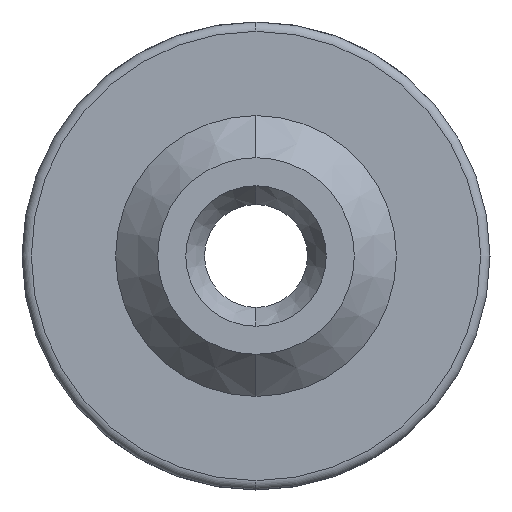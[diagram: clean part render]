
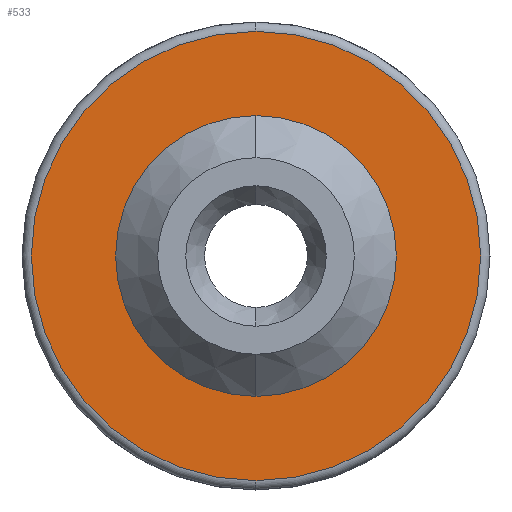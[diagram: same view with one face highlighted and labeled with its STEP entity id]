
A CAD part, left-side view. The second image highlights one B-rep face of the part: STEP entity #533.
In plain terms, the highlighted planar face has unit normal (-1, 0, 0).
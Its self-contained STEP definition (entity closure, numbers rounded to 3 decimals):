
#29 = AXIS2_PLACEMENT_3D ( 'NONE', #73, #588, #750 ) ;
#32 = CIRCLE ( 'NONE', #763, 4.8 ) ;
#35 = EDGE_CURVE ( 'NONE', #143, #579, #107, .T. ) ;
#73 = CARTESIAN_POINT ( 'NONE',  ( -40., 0., 0. ) ) ;
#100 = CARTESIAN_POINT ( 'NONE',  ( -40., 0., 4.8 ) ) ;
#107 = CIRCLE ( 'NONE', #307, 2.6 ) ;
#140 = EDGE_LOOP ( 'NONE', ( #353, #463 ) ) ;
#143 = VERTEX_POINT ( 'NONE', #863 ) ;
#163 = DIRECTION ( 'NONE',  ( 1., 0., 0. ) ) ;
#166 = EDGE_CURVE ( 'NONE', #579, #143, #350, .T. ) ;
#227 = CARTESIAN_POINT ( 'NONE',  ( -40., 0., -4.8 ) ) ;
#228 = VERTEX_POINT ( 'NONE', #100 ) ;
#233 = FACE_BOUND ( 'NONE', #1084, .T. ) ;
#253 = CIRCLE ( 'NONE', #29, 4.8 ) ;
#275 = CARTESIAN_POINT ( 'NONE',  ( -40., 0., 0. ) ) ;
#280 = VERTEX_POINT ( 'NONE', #227 ) ;
#307 = AXIS2_PLACEMENT_3D ( 'NONE', #515, #677, #752 ) ;
#350 = CIRCLE ( 'NONE', #651, 2.6 ) ;
#353 = ORIENTED_EDGE ( 'NONE', *, *, #860, .T. ) ;
#423 = DIRECTION ( 'NONE',  ( 0., 0., -1. ) ) ;
#440 = DIRECTION ( 'NONE',  ( -1., 0., 0. ) ) ;
#463 = ORIENTED_EDGE ( 'NONE', *, *, #516, .T. ) ;
#474 = CARTESIAN_POINT ( 'NONE',  ( -40., 0., 0. ) ) ;
#510 = AXIS2_PLACEMENT_3D ( 'NONE', #859, #163, #423 ) ;
#514 = PLANE ( 'NONE',  #510 ) ;
#515 = CARTESIAN_POINT ( 'NONE',  ( -40., 0., 0. ) ) ;
#516 = EDGE_CURVE ( 'NONE', #280, #228, #253, .T. ) ;
#533 = ADVANCED_FACE ( 'NONE', ( #233, #593 ), #514, .F. ) ;
#579 = VERTEX_POINT ( 'NONE', #770 ) ;
#588 = DIRECTION ( 'NONE',  ( -1., 0., 0. ) ) ;
#593 = FACE_OUTER_BOUND ( 'NONE', #140, .T. ) ;
#622 = DIRECTION ( 'NONE',  ( 0., 0., 1. ) ) ;
#651 = AXIS2_PLACEMENT_3D ( 'NONE', #275, #440, #622 ) ;
#669 = ORIENTED_EDGE ( 'NONE', *, *, #166, .F. ) ;
#677 = DIRECTION ( 'NONE',  ( -1., 0., 0. ) ) ;
#712 = ORIENTED_EDGE ( 'NONE', *, *, #35, .F. ) ;
#750 = DIRECTION ( 'NONE',  ( 0., 0., 1. ) ) ;
#752 = DIRECTION ( 'NONE',  ( 0., 0., 1. ) ) ;
#763 = AXIS2_PLACEMENT_3D ( 'NONE', #474, #914, #1059 ) ;
#770 = CARTESIAN_POINT ( 'NONE',  ( -40., 0., 2.6 ) ) ;
#859 = CARTESIAN_POINT ( 'NONE',  ( -40., 0., -4.8 ) ) ;
#860 = EDGE_CURVE ( 'NONE', #228, #280, #32, .T. ) ;
#863 = CARTESIAN_POINT ( 'NONE',  ( -40., 0., -2.6 ) ) ;
#914 = DIRECTION ( 'NONE',  ( -1., 0., 0. ) ) ;
#1059 = DIRECTION ( 'NONE',  ( 0., 0., 1. ) ) ;
#1084 = EDGE_LOOP ( 'NONE', ( #669, #712 ) ) ;
